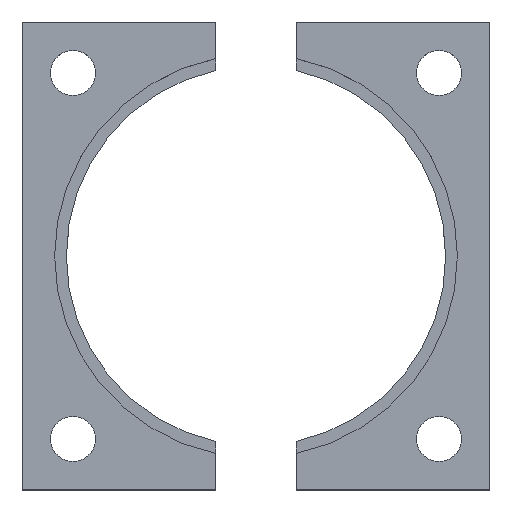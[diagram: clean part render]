
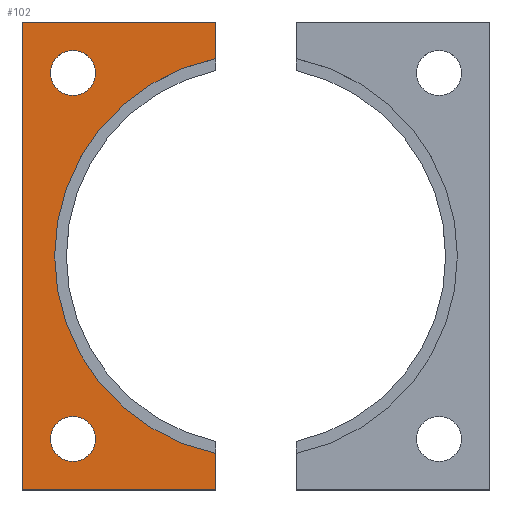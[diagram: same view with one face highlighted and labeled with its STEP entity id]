
A CAD part, top view. The second image highlights one B-rep face of the part: STEP entity #102.
In plain terms, the highlighted planar face has unit normal (0, 0, 1).
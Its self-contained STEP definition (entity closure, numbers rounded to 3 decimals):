
#18 = CARTESIAN_POINT ( 'NONE',  ( -48., -54.75, 12. ) ) ;
#35 = CIRCLE ( 'NONE', #107, 6.75 ) ;
#40 = CARTESIAN_POINT ( 'NONE',  ( -54.75, -54.75, 12. ) ) ;
#45 = ORIENTED_EDGE ( 'NONE', *, *, #323, .T. ) ;
#55 = DIRECTION ( 'NONE',  ( 1., 0., 0. ) ) ;
#59 = EDGE_CURVE ( 'NONE', #439, #124, #233, .T. ) ;
#78 = DIRECTION ( 'NONE',  ( 0., 0., 1. ) ) ;
#79 = VECTOR ( 'NONE', #646, 1000. ) ;
#90 = CARTESIAN_POINT ( 'NONE',  ( -54.75, 54.75, 12. ) ) ;
#92 = PLANE ( 'NONE',  #179 ) ;
#94 = VECTOR ( 'NONE', #405, 1000. ) ;
#102 = ADVANCED_FACE ( 'NONE', ( #444, #215, #414 ), #92, .T. ) ;
#107 = AXIS2_PLACEMENT_3D ( 'NONE', #256, #800, #327 ) ;
#124 = VERTEX_POINT ( 'NONE', #908 ) ;
#131 = AXIS2_PLACEMENT_3D ( 'NONE', #40, #278, #162 ) ;
#132 = VERTEX_POINT ( 'NONE', #890 ) ;
#135 = CIRCLE ( 'NONE', #841, 6.75 ) ;
#156 = EDGE_CURVE ( 'NONE', #668, #481, #591, .T. ) ;
#162 = DIRECTION ( 'NONE',  ( 1., 0., 0. ) ) ;
#172 = LINE ( 'NONE', #506, #94 ) ;
#179 = AXIS2_PLACEMENT_3D ( 'NONE', #682, #245, #55 ) ;
#181 = CARTESIAN_POINT ( 'NONE',  ( -12., 55.467, 12. ) ) ;
#194 = CARTESIAN_POINT ( 'NONE',  ( -12., -70., 12. ) ) ;
#215 = FACE_BOUND ( 'NONE', #234, .T. ) ;
#217 = DIRECTION ( 'NONE',  ( 0., 0., 1. ) ) ;
#224 = CARTESIAN_POINT ( 'NONE',  ( -12., 59.043, 12. ) ) ;
#231 = DIRECTION ( 'NONE',  ( 0., 1., 0. ) ) ;
#233 = LINE ( 'NONE', #194, #665 ) ;
#234 = EDGE_LOOP ( 'NONE', ( #999, #733 ) ) ;
#239 = CARTESIAN_POINT ( 'NONE',  ( -12., -70., 12. ) ) ;
#243 = CARTESIAN_POINT ( 'NONE',  ( -12., -70., 12. ) ) ;
#245 = DIRECTION ( 'NONE',  ( 0., 0., 1. ) ) ;
#256 = CARTESIAN_POINT ( 'NONE',  ( -54.75, -54.75, 12. ) ) ;
#275 = ORIENTED_EDGE ( 'NONE', *, *, #903, .F. ) ;
#278 = DIRECTION ( 'NONE',  ( 0., 0., 1. ) ) ;
#284 = CARTESIAN_POINT ( 'NONE',  ( -48., 54.75, 12. ) ) ;
#289 = EDGE_LOOP ( 'NONE', ( #801, #45, #381, #729, #915, #702 ) ) ;
#304 = AXIS2_PLACEMENT_3D ( 'NONE', #419, #966, #502 ) ;
#312 = EDGE_CURVE ( 'NONE', #937, #798, #861, .T. ) ;
#323 = EDGE_CURVE ( 'NONE', #837, #937, #691, .T. ) ;
#327 = DIRECTION ( 'NONE',  ( 1., 0., 0. ) ) ;
#347 = EDGE_CURVE ( 'NONE', #132, #439, #1023, .T. ) ;
#356 = EDGE_CURVE ( 'NONE', #798, #132, #172, .T. ) ;
#377 = VECTOR ( 'NONE', #860, 1000. ) ;
#381 = ORIENTED_EDGE ( 'NONE', *, *, #312, .T. ) ;
#405 = DIRECTION ( 'NONE',  ( 0., -1., 0. ) ) ;
#413 = AXIS2_PLACEMENT_3D ( 'NONE', #611, #217, #687 ) ;
#414 = FACE_BOUND ( 'NONE', #667, .T. ) ;
#419 = CARTESIAN_POINT ( 'NONE',  ( -54.75, 54.75, 12. ) ) ;
#424 = CARTESIAN_POINT ( 'NONE',  ( -61.5, 54.75, 12. ) ) ;
#439 = VERTEX_POINT ( 'NONE', #243 ) ;
#442 = ORIENTED_EDGE ( 'NONE', *, *, #156, .F. ) ;
#444 = FACE_OUTER_BOUND ( 'NONE', #289, .T. ) ;
#479 = VECTOR ( 'NONE', #881, 1000. ) ;
#481 = VERTEX_POINT ( 'NONE', #18 ) ;
#502 = DIRECTION ( 'NONE',  ( 1., 0., 0. ) ) ;
#506 = CARTESIAN_POINT ( 'NONE',  ( -70., -70., 12. ) ) ;
#511 = EDGE_CURVE ( 'NONE', #1025, #739, #135, .T. ) ;
#583 = CIRCLE ( 'NONE', #304, 6.75 ) ;
#591 = CIRCLE ( 'NONE', #131, 6.75 ) ;
#611 = CARTESIAN_POINT ( 'NONE',  ( 0., 0., 12. ) ) ;
#631 = EDGE_CURVE ( 'NONE', #837, #124, #816, .T. ) ;
#646 = DIRECTION ( 'NONE',  ( -1., 0., 0. ) ) ;
#665 = VECTOR ( 'NONE', #231, 1000. ) ;
#667 = EDGE_LOOP ( 'NONE', ( #442, #275 ) ) ;
#668 = VERTEX_POINT ( 'NONE', #721 ) ;
#682 = CARTESIAN_POINT ( 'NONE',  ( 0., 0., 12. ) ) ;
#687 = DIRECTION ( 'NONE',  ( 1., 0., 0. ) ) ;
#691 = LINE ( 'NONE', #181, #479 ) ;
#702 = ORIENTED_EDGE ( 'NONE', *, *, #59, .T. ) ;
#720 = DIRECTION ( 'NONE',  ( 1., 0., 0. ) ) ;
#721 = CARTESIAN_POINT ( 'NONE',  ( -61.5, -54.75, 12. ) ) ;
#729 = ORIENTED_EDGE ( 'NONE', *, *, #356, .T. ) ;
#733 = ORIENTED_EDGE ( 'NONE', *, *, #965, .F. ) ;
#734 = CARTESIAN_POINT ( 'NONE',  ( -12., 70., 12. ) ) ;
#739 = VERTEX_POINT ( 'NONE', #284 ) ;
#798 = VERTEX_POINT ( 'NONE', #928 ) ;
#800 = DIRECTION ( 'NONE',  ( 0., 0., 1. ) ) ;
#801 = ORIENTED_EDGE ( 'NONE', *, *, #631, .F. ) ;
#816 = CIRCLE ( 'NONE', #413, 60.25 ) ;
#837 = VERTEX_POINT ( 'NONE', #224 ) ;
#841 = AXIS2_PLACEMENT_3D ( 'NONE', #90, #78, #720 ) ;
#860 = DIRECTION ( 'NONE',  ( 1., 0., 0. ) ) ;
#861 = LINE ( 'NONE', #1019, #79 ) ;
#881 = DIRECTION ( 'NONE',  ( 0., 1., 0. ) ) ;
#890 = CARTESIAN_POINT ( 'NONE',  ( -70., -70., 12. ) ) ;
#903 = EDGE_CURVE ( 'NONE', #481, #668, #35, .T. ) ;
#908 = CARTESIAN_POINT ( 'NONE',  ( -12., -59.043, 12. ) ) ;
#915 = ORIENTED_EDGE ( 'NONE', *, *, #347, .T. ) ;
#928 = CARTESIAN_POINT ( 'NONE',  ( -70., 70., 12. ) ) ;
#937 = VERTEX_POINT ( 'NONE', #734 ) ;
#965 = EDGE_CURVE ( 'NONE', #739, #1025, #583, .T. ) ;
#966 = DIRECTION ( 'NONE',  ( 0., 0., 1. ) ) ;
#999 = ORIENTED_EDGE ( 'NONE', *, *, #511, .F. ) ;
#1019 = CARTESIAN_POINT ( 'NONE',  ( -12., 70., 12. ) ) ;
#1023 = LINE ( 'NONE', #239, #377 ) ;
#1025 = VERTEX_POINT ( 'NONE', #424 ) ;
